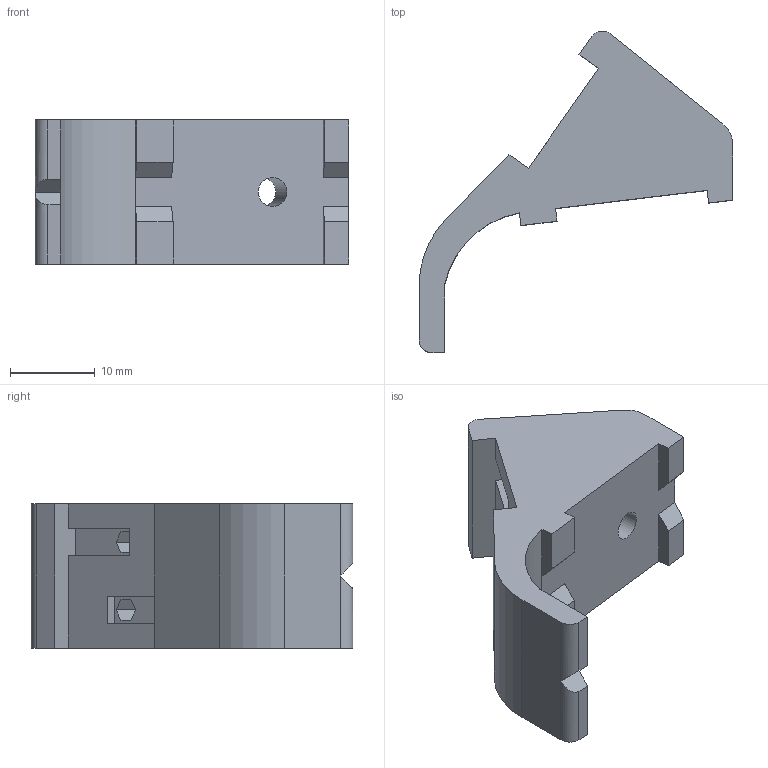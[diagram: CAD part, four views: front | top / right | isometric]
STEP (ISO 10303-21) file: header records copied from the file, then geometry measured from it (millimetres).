
FILE_DESCRIPTION(('FreeCAD Model'),'2;1');
FILE_NAME('Open CASCADE Shape Model','2025-09-18T09:18:21',(''),(''), 'Open CASCADE STEP processor 7.7','FreeCAD','Unknown');
FILE_SCHEMA(('AUTOMOTIVE_DESIGN { 1 0 10303 214 1 1 1 1 }'));
Length unit declared in the file: millimetre
Products named in the file (1): Body
Bounding box: 37 x 37.94 x 17 mm (x, y, z)
Volume: 6566.2 mm3; surface area: 3474.6 mm2
Topology: 1 solids, 1 shells, 64 faces, 174 edges, 114 vertices
Faces by surface type: plane 56, cylinder 8
Full cylindrical faces by diameter (mm): 3.4 x1, 7.2 x1
Entity records: 2044 total; most frequent: CARTESIAN_POINT 384, ORIENTED_EDGE 348, DIRECTION 322, EDGE_CURVE 174, LINE 154, VECTOR 154, VERTEX_POINT 114, AXIS2_PLACEMENT_3D 84
